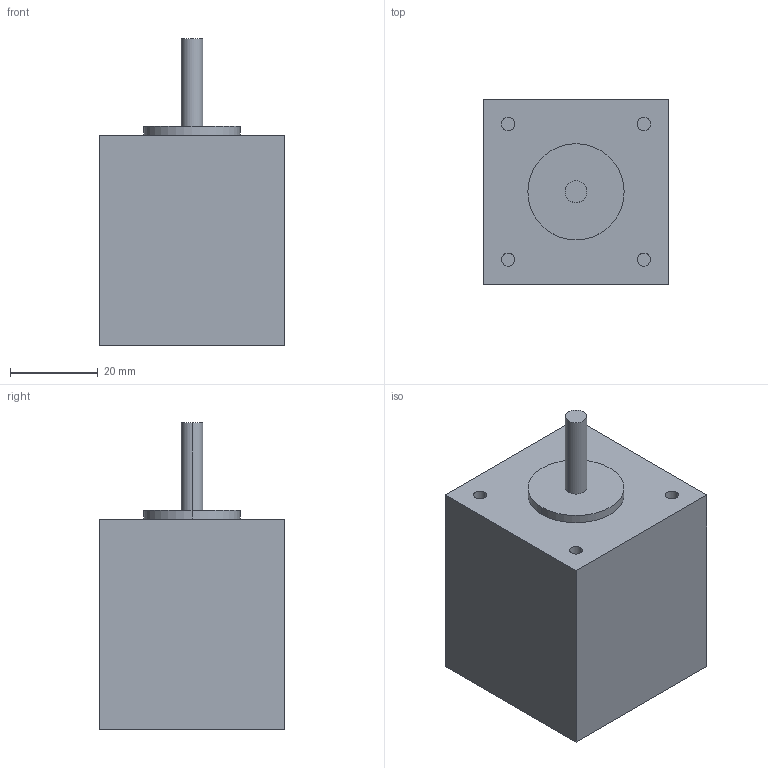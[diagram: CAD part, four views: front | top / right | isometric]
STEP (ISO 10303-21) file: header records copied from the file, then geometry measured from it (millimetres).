
FILE_DESCRIPTION (( 'STEP AP214' ), '1' );
FILE_NAME ('Stepper Nema 17.STEP', '2021-07-28T14:16:14', ( '' ), ( '' ), 'SwSTEP 2.0', 'SolidWorks 2019', '' );
FILE_SCHEMA (( 'AUTOMOTIVE_DESIGN' ));
Length unit declared in the file: millimetre
Products named in the file (1): Stepper Nema 17
Bounding box: 42.3 x 42.3 x 70 mm (x, y, z)
Volume: 86897.5 mm3; surface area: 12341.1 mm2
Topology: 1 solids, 1 shells, 24 faces, 48 edges, 32 vertices
Faces by surface type: cylinder 12, plane 12
Entity records: 934 total; most frequent: DIRECTION 122, CARTESIAN_POINT 105, ORIENTED_EDGE 96, AXIS2_PLACEMENT_3D 49, EDGE_CURVE 48, VERTEX_POINT 32, EDGE_LOOP 30, UNCERTAINTY_MEASURE_WITH_UNIT 27
